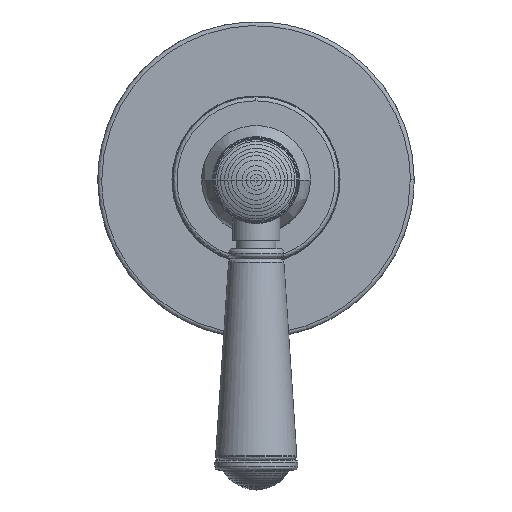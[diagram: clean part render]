
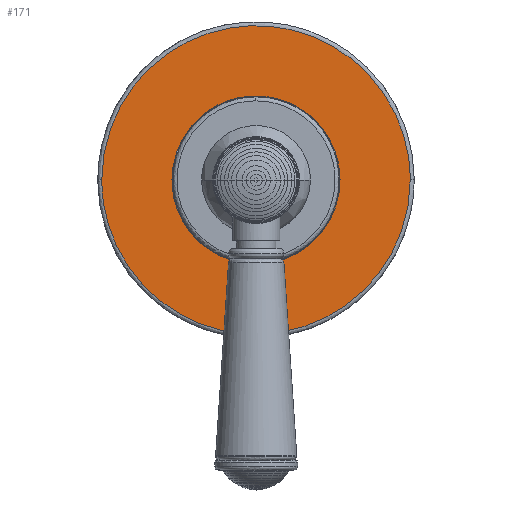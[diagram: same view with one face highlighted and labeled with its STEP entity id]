
A CAD part, front view. The second image highlights one B-rep face of the part: STEP entity #171.
In plain terms, the highlighted face is planar.
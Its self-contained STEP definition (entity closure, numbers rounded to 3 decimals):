
#104=FACE_BOUND('',#1708,.T.);
#171=ADVANCED_FACE('',(#939,#104),#11445,.T.);
#939=FACE_OUTER_BOUND('',#1707,.T.);
#1707=EDGE_LOOP('',(#2560,#2561));
#1708=EDGE_LOOP('',(#2562,#2563));
#2560=ORIENTED_EDGE('',*,*,#6380,.F.);
#2561=ORIENTED_EDGE('',*,*,#6409,.F.);
#2562=ORIENTED_EDGE('',*,*,#6402,.T.);
#2563=ORIENTED_EDGE('',*,*,#6392,.T.);
#6380=EDGE_CURVE('',#10239,#10240,#9268,.T.);
#6392=EDGE_CURVE('',#10251,#10252,#9274,.T.);
#6402=EDGE_CURVE('',#10252,#10251,#9280,.T.);
#6409=EDGE_CURVE('',#10240,#10239,#9287,.T.);
#9268=(
BOUNDED_CURVE()
B_SPLINE_CURVE(2,(#13681,#13682,#13683,#13684,#13685),.UNSPECIFIED.,.F.,
 .F.)
B_SPLINE_CURVE_WITH_KNOTS((3,2,3),(0.,61.261,122.522),
 .UNSPECIFIED.)
CURVE()
GEOMETRIC_REPRESENTATION_ITEM()
RATIONAL_B_SPLINE_CURVE((1.,0.707,1.,0.707,1.))
REPRESENTATION_ITEM('')
);
#9274=(
BOUNDED_CURVE()
B_SPLINE_CURVE(2,(#13723,#13724,#13725,#13726,#13727),.UNSPECIFIED.,.F.,
 .F.)
B_SPLINE_CURVE_WITH_KNOTS((3,2,3),(-66.759,-33.379,
0.),.UNSPECIFIED.)
CURVE()
GEOMETRIC_REPRESENTATION_ITEM()
RATIONAL_B_SPLINE_CURVE((1.,0.707,1.,0.707,1.))
REPRESENTATION_ITEM('')
);
#9280=(
BOUNDED_CURVE()
B_SPLINE_CURVE(2,(#13761,#13762,#13763,#13764,#13765),.UNSPECIFIED.,.F.,
 .F.)
B_SPLINE_CURVE_WITH_KNOTS((3,2,3),(-66.759,-33.379,
0.),.UNSPECIFIED.)
CURVE()
GEOMETRIC_REPRESENTATION_ITEM()
RATIONAL_B_SPLINE_CURVE((1.,0.707,1.,0.707,1.))
REPRESENTATION_ITEM('')
);
#9287=(
BOUNDED_CURVE()
B_SPLINE_CURVE(2,(#13796,#13797,#13798,#13799,#13800),.UNSPECIFIED.,.F.,
 .F.)
B_SPLINE_CURVE_WITH_KNOTS((3,2,3),(0.,61.261,122.522),
 .UNSPECIFIED.)
CURVE()
GEOMETRIC_REPRESENTATION_ITEM()
RATIONAL_B_SPLINE_CURVE((1.,0.707,1.,0.707,1.))
REPRESENTATION_ITEM('')
);
#10239=VERTEX_POINT('',#13636);
#10240=VERTEX_POINT('',#13637);
#10251=VERTEX_POINT('',#13648);
#10252=VERTEX_POINT('',#13649);
#11445=PLANE('',#12463);
#12463=AXIS2_PLACEMENT_3D('',#13539,#12947,$);
#12947=DIRECTION('',(0.,0.,1.));
#13539=CARTESIAN_POINT('',(-46.8,-46.8,5.));
#13636=CARTESIAN_POINT('',(-39.,0.,5.));
#13637=CARTESIAN_POINT('',(39.,0.,5.));
#13648=CARTESIAN_POINT('',(21.25,0.,5.));
#13649=CARTESIAN_POINT('',(-21.25,0.,5.));
#13681=CARTESIAN_POINT('',(-39.,0.,5.));
#13682=CARTESIAN_POINT('',(-39.,39.,5.));
#13683=CARTESIAN_POINT('',(0.,39.,5.));
#13684=CARTESIAN_POINT('',(39.,39.,5.));
#13685=CARTESIAN_POINT('',(39.,0.,5.));
#13723=CARTESIAN_POINT('',(21.25,0.,5.));
#13724=CARTESIAN_POINT('',(21.25,-21.25,5.));
#13725=CARTESIAN_POINT('',(0.,-21.25,5.));
#13726=CARTESIAN_POINT('',(-21.25,-21.25,5.));
#13727=CARTESIAN_POINT('',(-21.25,0.,5.));
#13761=CARTESIAN_POINT('',(-21.25,0.,5.));
#13762=CARTESIAN_POINT('',(-21.25,21.25,5.));
#13763=CARTESIAN_POINT('',(0.,21.25,5.));
#13764=CARTESIAN_POINT('',(21.25,21.25,5.));
#13765=CARTESIAN_POINT('',(21.25,0.,5.));
#13796=CARTESIAN_POINT('',(39.,0.,5.));
#13797=CARTESIAN_POINT('',(39.,-39.,5.));
#13798=CARTESIAN_POINT('',(0.,-39.,5.));
#13799=CARTESIAN_POINT('',(-39.,-39.,5.));
#13800=CARTESIAN_POINT('',(-39.,0.,5.));
